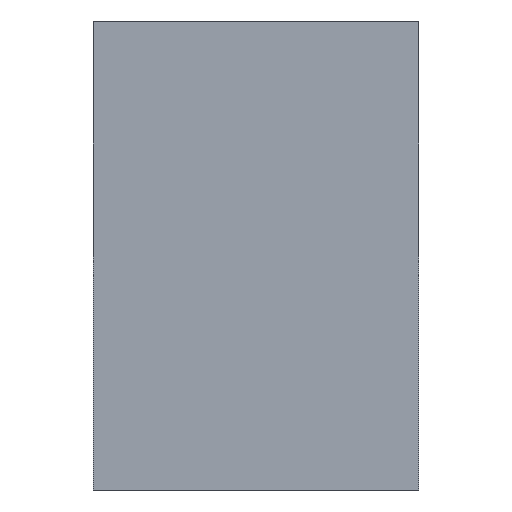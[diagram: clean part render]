
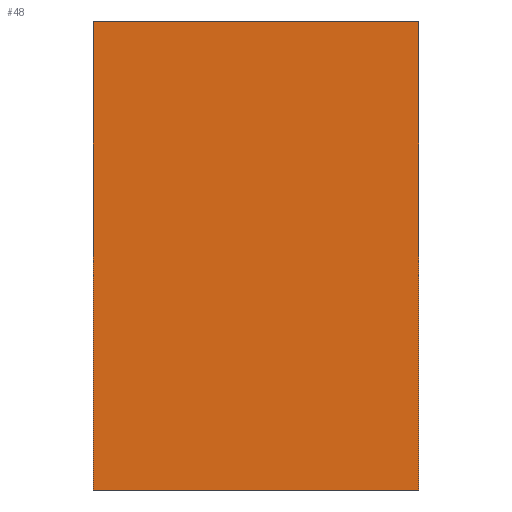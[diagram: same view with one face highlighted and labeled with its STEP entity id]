
A CAD part, left-side view. The second image highlights one B-rep face of the part: STEP entity #48.
In plain terms, the highlighted planar face has unit normal (-1, 0, 0).
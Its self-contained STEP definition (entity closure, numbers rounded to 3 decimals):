
#48 = ADVANCED_FACE( '', ( #99 ), #100, .F. );
#99 = FACE_OUTER_BOUND( '', #148, .T. );
#100 = PLANE( '', #149 );
#148 = EDGE_LOOP( '', ( #217, #218, #219, #220 ) );
#149 = AXIS2_PLACEMENT_3D( '', #221, #222, #223 );
#217 = ORIENTED_EDGE( '', *, *, #261, .T. );
#218 = ORIENTED_EDGE( '', *, *, #253, .F. );
#219 = ORIENTED_EDGE( '', *, *, #268, .F. );
#220 = ORIENTED_EDGE( '', *, *, #263, .T. );
#221 = CARTESIAN_POINT( '', ( -123., 16., 46. ) );
#222 = DIRECTION( '', ( 1., 0., 0. ) );
#223 = DIRECTION( '', ( 0., 0., -1. ) );
#253 = EDGE_CURVE( '', #289, #287, #291, .T. );
#261 = EDGE_CURVE( '', #302, #287, #304, .T. );
#263 = EDGE_CURVE( '', #306, #302, #307, .T. );
#268 = EDGE_CURVE( '', #306, #289, #313, .T. );
#287 = VERTEX_POINT( '', #337 );
#289 = VERTEX_POINT( '', #340 );
#291 = LINE( '', #343, #344 );
#302 = VERTEX_POINT( '', #355 );
#304 = LINE( '', #358, #359 );
#306 = VERTEX_POINT( '', #361 );
#307 = LINE( '', #362, #363 );
#313 = LINE( '', #370, #371 );
#337 = CARTESIAN_POINT( '', ( -123., -16., 0. ) );
#340 = CARTESIAN_POINT( '', ( -123., -16., 46. ) );
#343 = CARTESIAN_POINT( '', ( -123., -16., 46. ) );
#344 = VECTOR( '', #388, 1000. );
#355 = CARTESIAN_POINT( '', ( -123., 16., 0. ) );
#358 = CARTESIAN_POINT( '', ( -123., 16., 0. ) );
#359 = VECTOR( '', #402, 1000. );
#361 = CARTESIAN_POINT( '', ( -123., 16., 46. ) );
#362 = CARTESIAN_POINT( '', ( -123., 16., 46. ) );
#363 = VECTOR( '', #403, 1000. );
#370 = CARTESIAN_POINT( '', ( -123., 16., 46. ) );
#371 = VECTOR( '', #408, 1000. );
#388 = DIRECTION( '', ( 0., 0., -1. ) );
#402 = DIRECTION( '', ( 0., -1., 0. ) );
#403 = DIRECTION( '', ( 0., 0., -1. ) );
#408 = DIRECTION( '', ( 0., -1., 0. ) );
